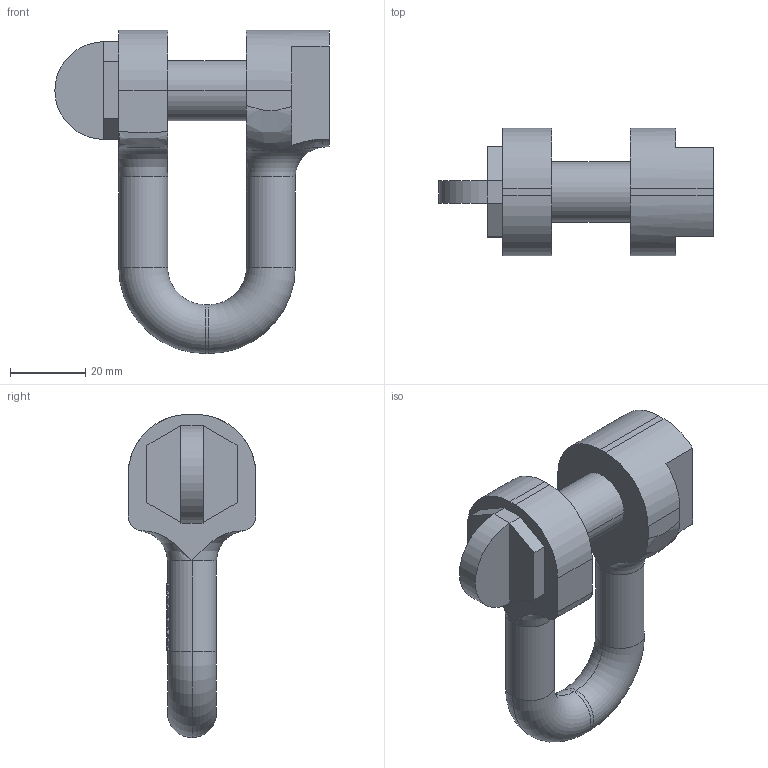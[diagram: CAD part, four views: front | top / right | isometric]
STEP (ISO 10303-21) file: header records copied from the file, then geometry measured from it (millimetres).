
FILE_DESCRIPTION((''),'2;1');
FILE_NAME('001-M31004-P-1','2014-03-19T',('Andreas.Wendler'),(''),'PRO/ENGINEER BY PARAMETRIC TECHNOLOGY CORPORATION, 2010140','PRO/ENGINEER BY PARAMETRIC TECHNOLOGY CORPORATION, 2010140','');
FILE_SCHEMA(('CONFIG_CONTROL_DESIGN'));
Length unit declared in the file: millimetre
Products named in the file (1): 001-M31004-P-1
Bounding box: 73 x 34 x 86 mm (x, y, z)
Volume: 54041.7 mm3; surface area: 13695 mm2
Topology: 1 solids, 1 shells, 299 faces, 811 edges, 531 vertices
Faces by surface type: plane 261, cylinder 25, torus 8, bspline 5
Entity records: 9655 total; most frequent: CARTESIAN_POINT 2349, ORIENTED_EDGE 1622, DIRECTION 1319, EDGE_CURVE 811, VECTOR 555, LINE 555, VERTEX_POINT 531, AXIS2_PLACEMENT_3D 382
